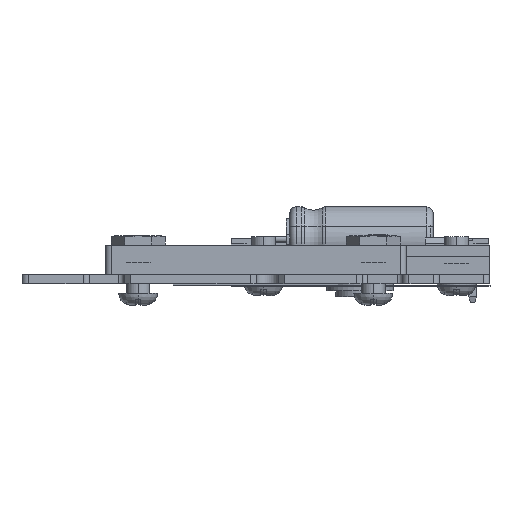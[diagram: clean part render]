
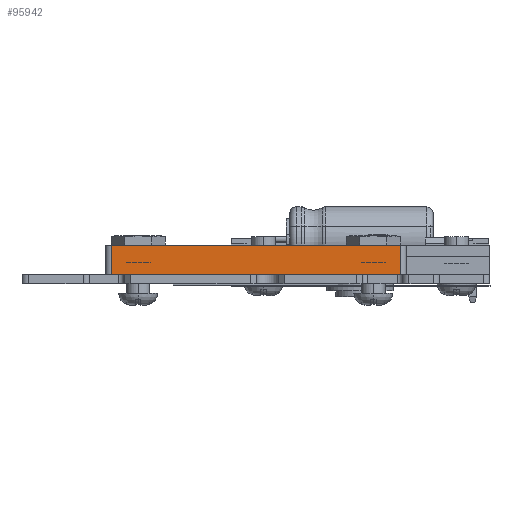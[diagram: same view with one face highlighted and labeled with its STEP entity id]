
A CAD part, front view. The second image highlights one B-rep face of the part: STEP entity #95942.
In plain terms, the highlighted face is planar.
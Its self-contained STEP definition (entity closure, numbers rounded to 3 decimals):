
#95678 = VERTEX_POINT('',#95679);
#95679 = CARTESIAN_POINT('',(-25.1,2.5,0.));
#95686 = EDGE_CURVE('',#95678,#95687,#95689,.T.);
#95687 = VERTEX_POINT('',#95688);
#95688 = CARTESIAN_POINT('',(-0.5,2.5,0.));
#95689 = LINE('',#95690,#95691);
#95690 = CARTESIAN_POINT('',(0.,2.5,0.));
#95691 = VECTOR('',#95692,1.);
#95692 = DIRECTION('',(1.,0.,0.));
#95809 = VERTEX_POINT('',#95810);
#95810 = CARTESIAN_POINT('',(-0.5,0.,0.));
#95817 = EDGE_CURVE('',#95818,#95809,#95820,.T.);
#95818 = VERTEX_POINT('',#95819);
#95819 = CARTESIAN_POINT('',(-25.1,0.,0.));
#95820 = LINE('',#95821,#95822);
#95821 = CARTESIAN_POINT('',(0.,0.,0.));
#95822 = VECTOR('',#95823,1.);
#95823 = DIRECTION('',(1.,0.,0.));
#95942 = ADVANCED_FACE('',(#95943),#95959,.F.);
#95943 = FACE_BOUND('',#95944,.T.);
#95944 = EDGE_LOOP('',(#95945,#95946,#95952,#95953));
#95945 = ORIENTED_EDGE('',*,*,#95817,.T.);
#95946 = ORIENTED_EDGE('',*,*,#95947,.T.);
#95947 = EDGE_CURVE('',#95809,#95687,#95948,.T.);
#95948 = LINE('',#95949,#95950);
#95949 = CARTESIAN_POINT('',(-0.5,2.5,0.));
#95950 = VECTOR('',#95951,1.);
#95951 = DIRECTION('',(0.,1.,0.));
#95952 = ORIENTED_EDGE('',*,*,#95686,.F.);
#95953 = ORIENTED_EDGE('',*,*,#95954,.T.);
#95954 = EDGE_CURVE('',#95678,#95818,#95955,.T.);
#95955 = LINE('',#95956,#95957);
#95956 = CARTESIAN_POINT('',(-25.1,2.5,0.));
#95957 = VECTOR('',#95958,1.);
#95958 = DIRECTION('',(0.,-1.,0.));
#95959 = PLANE('',#95960);
#95960 = AXIS2_PLACEMENT_3D('',#95961,#95962,#95963);
#95961 = CARTESIAN_POINT('',(0.,2.5,0.));
#95962 = DIRECTION('',(0.,0.,-1.));
#95963 = DIRECTION('',(-1.,0.,0.));
